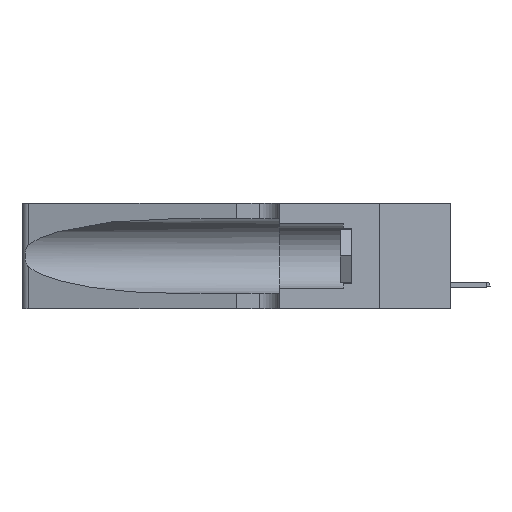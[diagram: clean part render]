
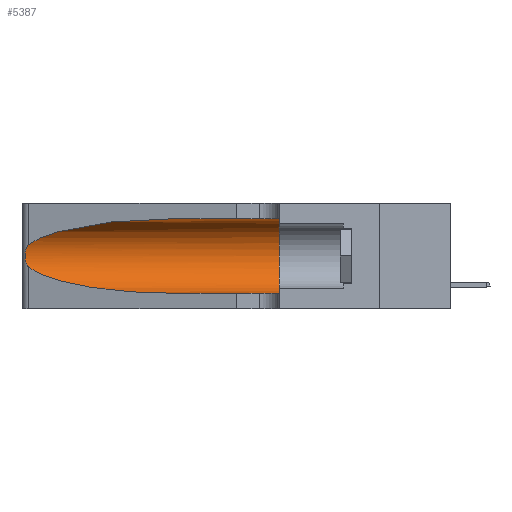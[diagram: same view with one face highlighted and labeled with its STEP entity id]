
A CAD part, left-side view. The second image highlights one B-rep face of the part: STEP entity #5387.
In plain terms, the highlighted cylindrical face has radius 3.308 mm (diameter 6.617 mm), a partial arc.
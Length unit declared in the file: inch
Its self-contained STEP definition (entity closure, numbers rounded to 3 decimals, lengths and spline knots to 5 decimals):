
#370 = CARTESIAN_POINT ( 'NONE',  ( 0.25487, 1.22718, 0.22369 ) ) ;
#573 = DIRECTION ( 'NONE',  ( 0., -1., 0. ) ) ;
#623 = ORIENTED_EDGE ( 'NONE', *, *, #1531, .F. ) ;
#625 = CARTESIAN_POINT ( 'NONE',  ( 0.2373, 1.15595, 0.08982 ) ) ;
#821 = EDGE_CURVE ( 'NONE', #13005, #10285, #14922, .T. ) ;
#1531 = EDGE_CURVE ( 'NONE', #6686, #10285, #6050, .T. ) ;
#2129 = ORIENTED_EDGE ( 'NONE', *, *, #16697, .F. ) ;
#2264 = CYLINDRICAL_SURFACE ( 'NONE', #9441, 0.13025 ) ;
#2481 = ORIENTED_EDGE ( 'NONE', *, *, #15353, .T. ) ;
#2679 =( BOUNDED_CURVE ( )  B_SPLINE_CURVE ( 3, ( #6315, #625, #13309, #14914 ),
 .UNSPECIFIED., .F., .F. ) 
 B_SPLINE_CURVE_WITH_KNOTS ( ( 4, 4 ),
 ( 3.44316, 4.71239 ),
 .UNSPECIFIED. ) 
 CURVE ( )  GEOMETRIC_REPRESENTATION_ITEM ( )  RATIONAL_B_SPLINE_CURVE ( ( 1., 0.87, 0.87, 1. ) ) 
 REPRESENTATION_ITEM ( '' )  );
#2870 = DIRECTION ( 'NONE',  ( 0., 1., 0. ) ) ;
#3050 = CARTESIAN_POINT ( 'NONE',  ( 0.26017, 1.23833, 0.17102 ) ) ;
#3247 = CARTESIAN_POINT ( 'NONE',  ( 0.26075, 1.23896, 0.19203 ) ) ;
#3618 = ORIENTED_EDGE ( 'NONE', *, *, #17590, .T. ) ;
#4462 = CARTESIAN_POINT ( 'NONE',  ( 0.25787, 1.23484, 0.2124 ) ) ;
#5019 = CARTESIAN_POINT ( 'NONE',  ( 0.1305, 0.35, 0.31525 ) ) ;
#5340 = B_SPLINE_CURVE_WITH_KNOTS ( 'NONE', 3,
 ( #370, #17269, #6055, #4462, #16156, #15859, #3247, #7544, #3050, #8775, #7461, #8869, #14573, #10257 ),
 .UNSPECIFIED., .F., .F.,
 ( 4, 2, 2, 2, 2, 2, 4 ),
 ( 0., 0.00027, 0.00053, 0.00107, 0.0016, 0.00187, 0.00214 ),
 .UNSPECIFIED. ) ;
#5387 = ADVANCED_FACE ( 'NONE', ( #15068 ), #2264, .F. ) ;
#5481 = ORIENTED_EDGE ( 'NONE', *, *, #821, .T. ) ;
#5699 = CARTESIAN_POINT ( 'NONE',  ( 0.1305, 0.72297, 0.31525 ) ) ;
#5755 = CARTESIAN_POINT ( 'NONE',  ( 0.1305, 0.35, 0.185 ) ) ;
#5873 = VECTOR ( 'NONE', #16182, 39.37008 ) ;
#6050 = CIRCLE ( 'NONE', #16495, 0.13025 ) ;
#6055 = CARTESIAN_POINT ( 'NONE',  ( 0.25639, 1.23184, 0.21858 ) ) ;
#6180 = CARTESIAN_POINT ( 'NONE',  ( 0.1305, 0.72297, 0.31525 ) ) ;
#6315 = CARTESIAN_POINT ( 'NONE',  ( 0.25487, 1.22718, 0.14631 ) ) ;
#6686 = VERTEX_POINT ( 'NONE', #5019 ) ;
#7137 = CARTESIAN_POINT ( 'NONE',  ( 0.25487, 1.22718, 0.14631 ) ) ;
#7461 = CARTESIAN_POINT ( 'NONE',  ( 0.25789, 1.23486, 0.15765 ) ) ;
#7544 = CARTESIAN_POINT ( 'NONE',  ( 0.26075, 1.23896, 0.178 ) ) ;
#7571 = LINE ( 'NONE', #17756, #5873 ) ;
#8166 = EDGE_LOOP ( 'NONE', ( #2481, #3618, #11626, #5481, #623, #2129 ) ) ;
#8304 = CARTESIAN_POINT ( 'NONE',  ( 0.1305, 0.35, 0.05475 ) ) ;
#8775 = CARTESIAN_POINT ( 'NONE',  ( 0.25856, 1.23593, 0.16098 ) ) ;
#8869 = CARTESIAN_POINT ( 'NONE',  ( 0.25639, 1.23186, 0.15144 ) ) ;
#9029 = VERTEX_POINT ( 'NONE', #7137 ) ;
#9441 = AXIS2_PLACEMENT_3D ( 'NONE', #13250, #573, #13445 ) ;
#9625 = CARTESIAN_POINT ( 'NONE',  ( 0.1305, 0.72297, 0.05475 ) ) ;
#9728 = VERTEX_POINT ( 'NONE', #15051 ) ;
#10257 = CARTESIAN_POINT ( 'NONE',  ( 0.25487, 1.22718, 0.14631 ) ) ;
#10285 = VERTEX_POINT ( 'NONE', #8304 ) ;
#10556 = CARTESIAN_POINT ( 'NONE',  ( 0.18966, 0.96281, 0.31525 ) ) ;
#10792 = DIRECTION ( 'NONE',  ( 0., -1., 0. ) ) ;
#11088 = VECTOR ( 'NONE', #10792, 39.37008 ) ;
#11447 = DIRECTION ( 'NONE',  ( 0., 0., 1. ) ) ;
#11626 = ORIENTED_EDGE ( 'NONE', *, *, #13207, .T. ) ;
#11670 = CARTESIAN_POINT ( 'NONE',  ( 0.2373, 1.15595, 0.28018 ) ) ;
#12200 = CARTESIAN_POINT ( 'NONE',  ( 0.1305, 1.61858, 0.05475 ) ) ;
#13005 = VERTEX_POINT ( 'NONE', #9625 ) ;
#13207 = EDGE_CURVE ( 'NONE', #9029, #13005, #2679, .T. ) ;
#13250 = CARTESIAN_POINT ( 'NONE',  ( 0.1305, 1.61858, 0.185 ) ) ;
#13309 = CARTESIAN_POINT ( 'NONE',  ( 0.18966, 0.96281, 0.05475 ) ) ;
#13445 = DIRECTION ( 'NONE',  ( 0., 0., -1. ) ) ;
#13526 =( BOUNDED_CURVE ( )  B_SPLINE_CURVE ( 3, ( #6180, #10556, #11670, #14776 ),
 .UNSPECIFIED., .F., .F. ) 
 B_SPLINE_CURVE_WITH_KNOTS ( ( 4, 4 ),
 ( 1.5708, 2.84003 ),
 .UNSPECIFIED. ) 
 CURVE ( )  GEOMETRIC_REPRESENTATION_ITEM ( )  RATIONAL_B_SPLINE_CURVE ( ( 1., 0.87, 0.87, 1. ) ) 
 REPRESENTATION_ITEM ( '' )  );
#14573 = CARTESIAN_POINT ( 'NONE',  ( 0.25555, 1.22993, 0.14849 ) ) ;
#14776 = CARTESIAN_POINT ( 'NONE',  ( 0.25487, 1.22718, 0.22369 ) ) ;
#14914 = CARTESIAN_POINT ( 'NONE',  ( 0.1305, 0.72297, 0.05475 ) ) ;
#14922 = LINE ( 'NONE', #12200, #11088 ) ;
#15051 = CARTESIAN_POINT ( 'NONE',  ( 0.25487, 1.22718, 0.22369 ) ) ;
#15068 = FACE_OUTER_BOUND ( 'NONE', #8166, .T. ) ;
#15353 = EDGE_CURVE ( 'NONE', #18248, #9728, #13526, .T. ) ;
#15859 = CARTESIAN_POINT ( 'NONE',  ( 0.26018, 1.23835, 0.19895 ) ) ;
#16156 = CARTESIAN_POINT ( 'NONE',  ( 0.25854, 1.2359, 0.20912 ) ) ;
#16182 = DIRECTION ( 'NONE',  ( 0., -1., 0. ) ) ;
#16495 = AXIS2_PLACEMENT_3D ( 'NONE', #5755, #2870, #11447 ) ;
#16697 = EDGE_CURVE ( 'NONE', #18248, #6686, #7571, .T. ) ;
#17269 = CARTESIAN_POINT ( 'NONE',  ( 0.25555, 1.22994, 0.2215 ) ) ;
#17590 = EDGE_CURVE ( 'NONE', #9728, #9029, #5340, .T. ) ;
#17756 = CARTESIAN_POINT ( 'NONE',  ( 0.1305, 1.61858, 0.31525 ) ) ;
#18248 = VERTEX_POINT ( 'NONE', #5699 ) ;
